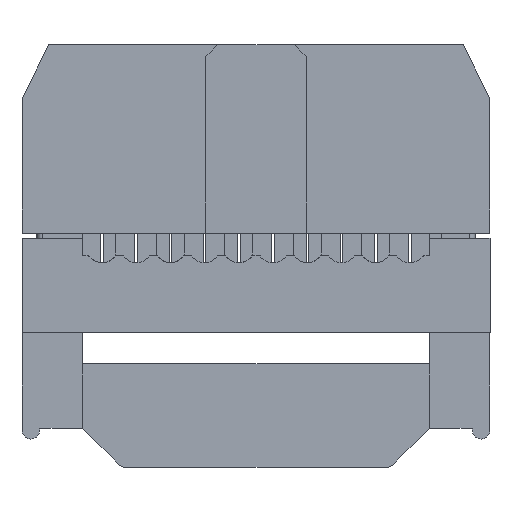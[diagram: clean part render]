
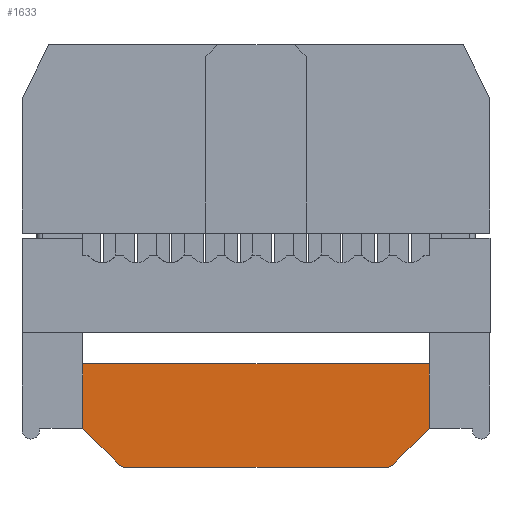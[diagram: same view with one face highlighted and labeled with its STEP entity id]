
A CAD part, front view. The second image highlights one B-rep face of the part: STEP entity #1633.
In plain terms, the highlighted planar face has unit normal (0, -1, 0).
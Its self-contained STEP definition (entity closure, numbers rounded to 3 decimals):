
#1633 = ADVANCED_FACE( '', ( #3197 ), #3198, .T. );
#3197 = FACE_OUTER_BOUND( '', #5057, .T. );
#3198 = PLANE( '', #5058 );
#5057 = EDGE_LOOP( '', ( #9739, #9740, #9741, #9742, #9743, #9744, #9745, #9746 ) );
#5058 = AXIS2_PLACEMENT_3D( '', #9747, #9748, #9749 );
#9739 = ORIENTED_EDGE( '', *, *, #11358, .F. );
#9740 = ORIENTED_EDGE( '', *, *, #10766, .T. );
#9741 = ORIENTED_EDGE( '', *, *, #11106, .F. );
#9742 = ORIENTED_EDGE( '', *, *, #10096, .T. );
#9743 = ORIENTED_EDGE( '', *, *, #11347, .F. );
#9744 = ORIENTED_EDGE( '', *, *, #10204, .T. );
#9745 = ORIENTED_EDGE( '', *, *, #11195, .T. );
#9746 = ORIENTED_EDGE( '', *, *, #10344, .T. );
#9747 = CARTESIAN_POINT( '', ( -6.44, -1.685, 0. ) );
#9748 = DIRECTION( '', ( 0., -1., 0. ) );
#9749 = DIRECTION( '', ( 0., 0., -1. ) );
#10096 = EDGE_CURVE( '', #12141, #12142, #12143, .T. );
#10204 = EDGE_CURVE( '', #11723, #12323, #12325, .T. );
#10344 = EDGE_CURVE( '', #12555, #12568, #12570, .T. );
#10766 = EDGE_CURVE( '', #13233, #13234, #13235, .T. );
#11106 = EDGE_CURVE( '', #12141, #13234, #13724, .T. );
#11195 = EDGE_CURVE( '', #12323, #12555, #13839, .T. );
#11347 = EDGE_CURVE( '', #11723, #12142, #14023, .T. );
#11358 = EDGE_CURVE( '', #13233, #12568, #14035, .T. );
#11723 = VERTEX_POINT( '', #14473 );
#12141 = VERTEX_POINT( '', #15092 );
#12142 = VERTEX_POINT( '', #15093 );
#12143 = CIRCLE( '', #15094, 0.29 );
#12323 = VERTEX_POINT( '', #15350 );
#12325 = LINE( '', #15353, #15354 );
#12555 = VERTEX_POINT( '', #15751 );
#12568 = VERTEX_POINT( '', #15770 );
#12570 = LINE( '', #15773, #15774 );
#13233 = VERTEX_POINT( '', #16760 );
#13234 = VERTEX_POINT( '', #16761 );
#13235 = CIRCLE( '', #16762, 0.29 );
#13724 = LINE( '', #17553, #17554 );
#13839 = LINE( '', #17727, #17728 );
#14023 = LINE( '', #18020, #18021 );
#14035 = LINE( '', #18036, #18037 );
#14473 = CARTESIAN_POINT( '', ( 6.44, -1.685, 0. ) );
#15092 = CARTESIAN_POINT( '', ( 4.87, -1.685, -1.45 ) );
#15093 = CARTESIAN_POINT( '', ( 5.075, -1.685, -1.365 ) );
#15094 = AXIS2_PLACEMENT_3D( '', #18734, #18735, #18736 );
#15350 = CARTESIAN_POINT( '', ( 6.44, -1.685, 2.4 ) );
#15353 = CARTESIAN_POINT( '', ( 6.44, -1.685, 2.4 ) );
#15354 = VECTOR( '', #18838, 1000. );
#15751 = CARTESIAN_POINT( '', ( -6.44, -1.685, 2.4 ) );
#15770 = CARTESIAN_POINT( '', ( -6.44, -1.685, 0. ) );
#15773 = CARTESIAN_POINT( '', ( -6.44, -1.685, 0. ) );
#15774 = VECTOR( '', #18978, 1000. );
#16760 = CARTESIAN_POINT( '', ( -5.075, -1.685, -1.365 ) );
#16761 = CARTESIAN_POINT( '', ( -4.87, -1.685, -1.45 ) );
#16762 = AXIS2_PLACEMENT_3D( '', #19364, #19365, #19366 );
#17553 = CARTESIAN_POINT( '', ( -4.99, -1.685, -1.45 ) );
#17554 = VECTOR( '', #19676, 1000. );
#17727 = CARTESIAN_POINT( '', ( -6.44, -1.685, 2.4 ) );
#17728 = VECTOR( '', #19748, 1000. );
#18020 = CARTESIAN_POINT( '', ( 4.99, -1.685, -1.45 ) );
#18021 = VECTOR( '', #19868, 1000. );
#18036 = CARTESIAN_POINT( '', ( -6.44, -1.685, 0. ) );
#18037 = VECTOR( '', #19878, 1000. );
#18734 = CARTESIAN_POINT( '', ( 4.87, -1.685, -1.16 ) );
#18735 = DIRECTION( '', ( 0., -1., 0. ) );
#18736 = DIRECTION( '', ( 0., 0., -1. ) );
#18838 = DIRECTION( '', ( 0., 0., 1. ) );
#18978 = DIRECTION( '', ( 0., 0., -1. ) );
#19364 = CARTESIAN_POINT( '', ( -4.87, -1.685, -1.16 ) );
#19365 = DIRECTION( '', ( 0., -1., 0. ) );
#19366 = DIRECTION( '', ( 0., 0., -1. ) );
#19676 = DIRECTION( '', ( -1., 0., 0. ) );
#19748 = DIRECTION( '', ( -1., 0., 0. ) );
#19868 = DIRECTION( '', ( -0.707, 0., -0.707 ) );
#19878 = DIRECTION( '', ( -0.707, 0., 0.707 ) );
